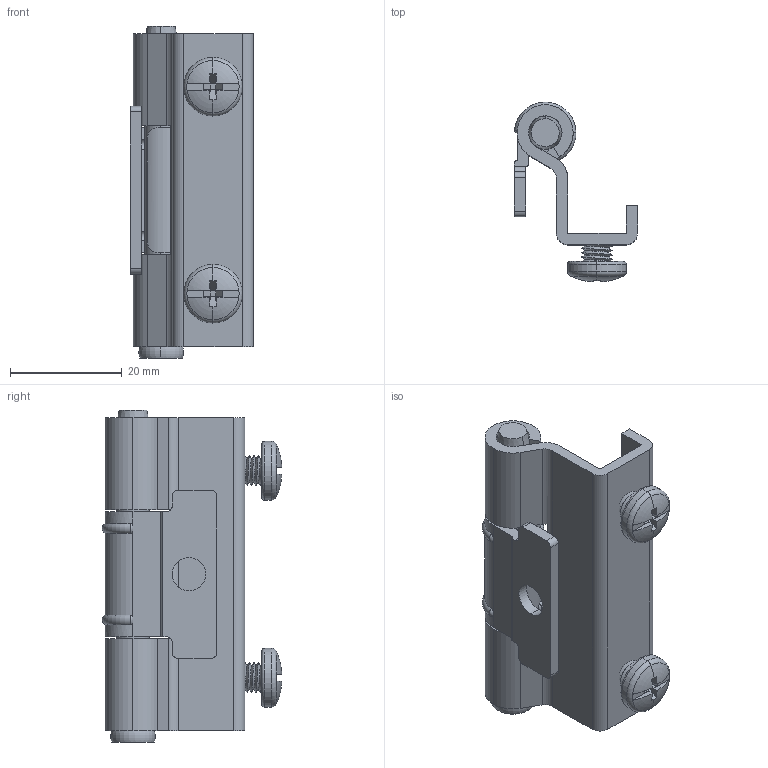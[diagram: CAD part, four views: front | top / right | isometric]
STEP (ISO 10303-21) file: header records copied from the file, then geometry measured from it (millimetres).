
FILE_DESCRIPTION (( 'STEP AP203' ), '1' );
FILE_NAME ('MG05.2.1.V2.1.CINKO.STEP', '2016-10-27T06:27:04', ( '' ), ( '' ), 'SwSTEP 2.0', 'SolidWorks 2015', '' );
FILE_SCHEMA (( 'CONFIG_CONTROL_DESIGN' ));
Length unit declared in the file: millimetre
Products named in the file (1): MG05.2.1.V2.1.CINKO
Bounding box: 22 x 32.09 x 59.35 mm (x, y, z)
Surface area: 8718.5 mm2 (no closed solid volume)
Topology: 0 solids, 8 shells, 174 faces, 548 edges, 380 vertices
Faces by surface type: plane 71, cylinder 66, torus 18, cone 10, bspline 9
Entity records: 8335 total; most frequent: CARTESIAN_POINT 3675, ORIENTED_EDGE 973, DIRECTION 899, EDGE_CURVE 548, VERTEX_POINT 380, AXIS2_PLACEMENT_3D 324, VECTOR 251, LINE 251
